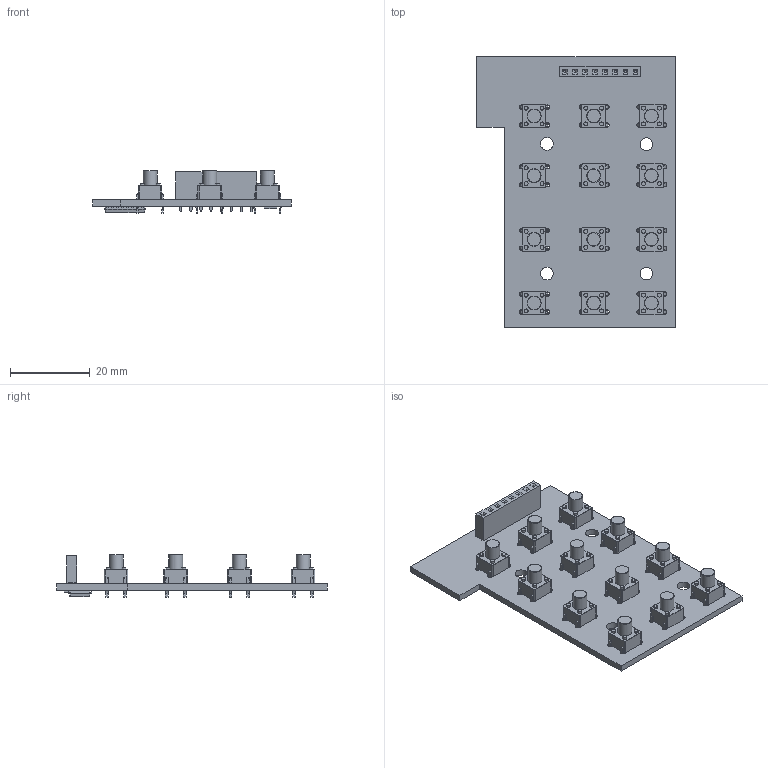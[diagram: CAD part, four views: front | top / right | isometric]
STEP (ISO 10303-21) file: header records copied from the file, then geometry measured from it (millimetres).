
FILE_DESCRIPTION(('KiCad electronic assembly'),'2;1');
FILE_NAME('KEYBORD_PCB_V1.step','2021-10-08T13:07:58',('An Author'),( 'A Company'),'Open CASCADE STEP processor 6.9', 'KiCad to STEP converter','Unknown');
FILE_SCHEMA(('AUTOMOTIVE_DESIGN { 1 0 10303 214 1 1 1 1 }'));
Length unit declared in the file: millimetre
Products named in the file (10): Open CASCADE STEP translator 6.9 1; R_1206_3216Metric; SOLID; PinSocket_1x08_P2.54mm_Vertical; SOIC-16W_7.5x12.8mm_P1.27mm; SW_PUSH_6mm_H7.3mm; COMPOUND
Assembly tree (21 placements, depth 3):
  Open CASCADE STEP translator 6.9 1
    R_1206_3216Metric  x2
      SOLID
    PinSocket_1x08_P2.54mm_Vertical
      SOLID
    SOIC-16W_7.5x12.8mm_P1.27mm
      SOLID
    SW_PUSH_6mm_H7.3mm  x12
      SOLID
    COMPOUND
Bounding box: 50 x 68 x 10.8 mm (x, y, z)
Volume: 7213.2 mm3; surface area: 10312.8 mm2
Topology: 17 solids, 17 shells, 1914 faces, 5053 edges, 3258 vertices
Faces by surface type: plane 1229, cylinder 633, bspline 40, torus 12
Full cylindrical faces by diameter (mm): 0.4 x1, 1 x56, 1.1 x48, 3.2 x4, 3.5 x12
Entity records: 53291 total; most frequent: CARTESIAN_POINT 9416, DIRECTION 7243, LINE 5008, VECTOR 5008, ORIENTED_EDGE 3876, PCURVE 3876, DEFINITIONAL_REPRESENTATION 3876, EDGE_CURVE 1938
